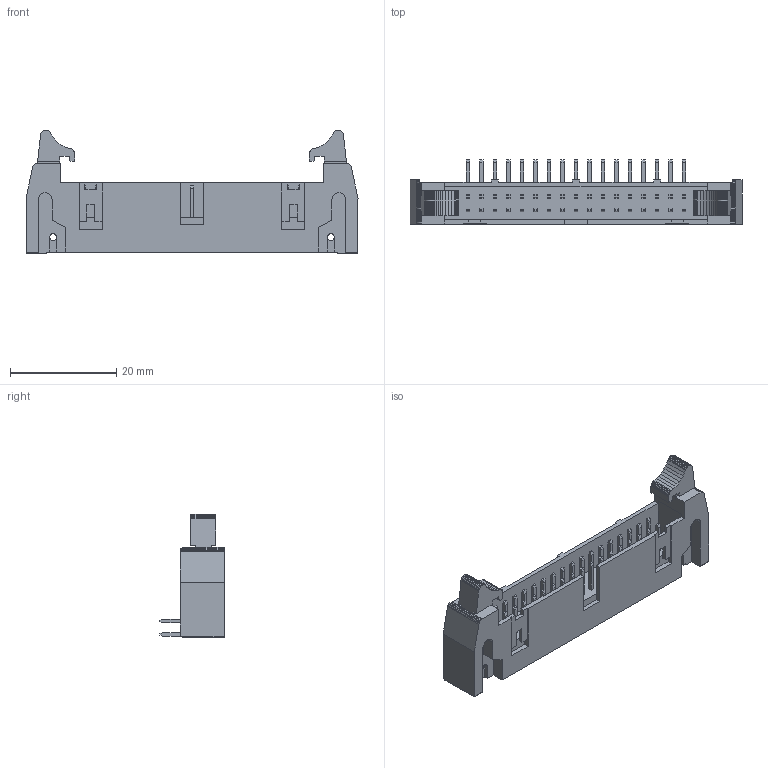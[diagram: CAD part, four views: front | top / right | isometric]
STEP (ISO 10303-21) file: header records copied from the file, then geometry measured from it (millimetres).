
FILE_DESCRIPTION(('STEP AP214'),'1');
FILE_NAME('header_awh34a-0222-t.stp','2015-03-31T16:02:21',('TraceParts'),('TraceParts S.A.'),'XStep 1.0',' ',' ');
FILE_SCHEMA(('automotive_design'));
Length unit declared in the file: millimetre
Products named in the file (1): 1
Bounding box: 62.38 x 12.1 x 23.2 mm (x, y, z)
Volume: 4854.7 mm3; surface area: 5042 mm2
Topology: 1 solids, 1 shells, 725 faces, 2028 edges, 1350 vertices
Faces by surface type: plane 715, cylinder 10
Entity records: 45554 total; most frequent: CARTESIAN_POINT 4104, STYLED_ITEM 4103, PRESENTATION_STYLE_ASSIGNMENT 4103, COLOUR_RGB 4103, ORIENTED_EDGE 4056, DIRECTION 3518, EDGE_CURVE 2028, CURVE_STYLE 2028
